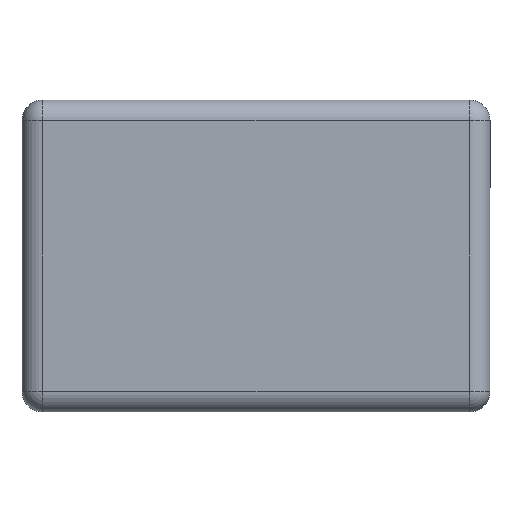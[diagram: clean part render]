
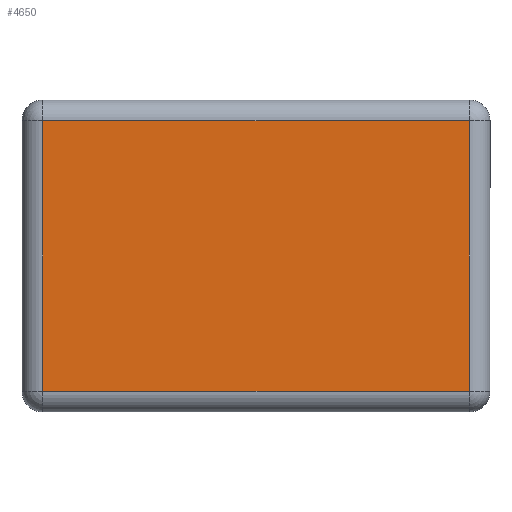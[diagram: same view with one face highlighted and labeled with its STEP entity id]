
A CAD part, front view. The second image highlights one B-rep face of the part: STEP entity #4650.
In plain terms, the highlighted planar face has unit normal (0, -1, 0).
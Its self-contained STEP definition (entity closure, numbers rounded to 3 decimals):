
#875 = DIRECTION ( 'NONE',  ( 1., 0., 0. ) ) ;
#968 = EDGE_CURVE ( 'NONE', #7387, #6955, #1433, .T. ) ;
#1320 = VECTOR ( 'NONE', #2099, 1000. ) ;
#1433 = LINE ( 'NONE', #4817, #1320 ) ;
#1451 = LINE ( 'NONE', #3395, #8656 ) ;
#1509 = LINE ( 'NONE', #7723, #2386 ) ;
#1520 = CARTESIAN_POINT ( 'NONE',  ( 0., 0., 0. ) ) ;
#1642 = DIRECTION ( 'NONE',  ( 0., 0., -1. ) ) ;
#2099 = DIRECTION ( 'NONE',  ( 0., 0., 1. ) ) ;
#2149 = EDGE_CURVE ( 'NONE', #7036, #7365, #1509, .T. ) ;
#2386 = VECTOR ( 'NONE', #1642, 1000. ) ;
#2935 = DIRECTION ( 'NONE',  ( 0., 0., 1. ) ) ;
#3282 = EDGE_CURVE ( 'NONE', #7365, #7387, #3930, .T. ) ;
#3395 = CARTESIAN_POINT ( 'NONE',  ( 0., 0., 13. ) ) ;
#3830 = CARTESIAN_POINT ( 'NONE',  ( -20.5, 0., 13. ) ) ;
#3930 = LINE ( 'NONE', #4303, #8655 ) ;
#4303 = CARTESIAN_POINT ( 'NONE',  ( 0., 0., -13. ) ) ;
#4650 = ADVANCED_FACE ( 'NONE', ( #6672 ), #5649, .F. ) ;
#4817 = CARTESIAN_POINT ( 'NONE',  ( 20.5, 0., 0. ) ) ;
#4923 = EDGE_LOOP ( 'NONE', ( #6410, #5372, #5549, #8227 ) ) ;
#5245 = CARTESIAN_POINT ( 'NONE',  ( 20.5, 0., -13. ) ) ;
#5372 = ORIENTED_EDGE ( 'NONE', *, *, #2149, .T. ) ;
#5549 = ORIENTED_EDGE ( 'NONE', *, *, #3282, .T. ) ;
#5649 = PLANE ( 'NONE',  #8783 ) ;
#6410 = ORIENTED_EDGE ( 'NONE', *, *, #8374, .T. ) ;
#6672 = FACE_OUTER_BOUND ( 'NONE', #4923, .T. ) ;
#6955 = VERTEX_POINT ( 'NONE', #8477 ) ;
#6992 = DIRECTION ( 'NONE',  ( 0., 1., 0. ) ) ;
#7036 = VERTEX_POINT ( 'NONE', #3830 ) ;
#7365 = VERTEX_POINT ( 'NONE', #8583 ) ;
#7387 = VERTEX_POINT ( 'NONE', #5245 ) ;
#7723 = CARTESIAN_POINT ( 'NONE',  ( -20.5, 0., 0. ) ) ;
#8107 = DIRECTION ( 'NONE',  ( -1., 0., 0. ) ) ;
#8227 = ORIENTED_EDGE ( 'NONE', *, *, #968, .T. ) ;
#8374 = EDGE_CURVE ( 'NONE', #6955, #7036, #1451, .T. ) ;
#8477 = CARTESIAN_POINT ( 'NONE',  ( 20.5, 0., 13. ) ) ;
#8583 = CARTESIAN_POINT ( 'NONE',  ( -20.5, 0., -13. ) ) ;
#8655 = VECTOR ( 'NONE', #875, 1000. ) ;
#8656 = VECTOR ( 'NONE', #8107, 1000. ) ;
#8783 = AXIS2_PLACEMENT_3D ( 'NONE', #1520, #6992, #2935 ) ;
